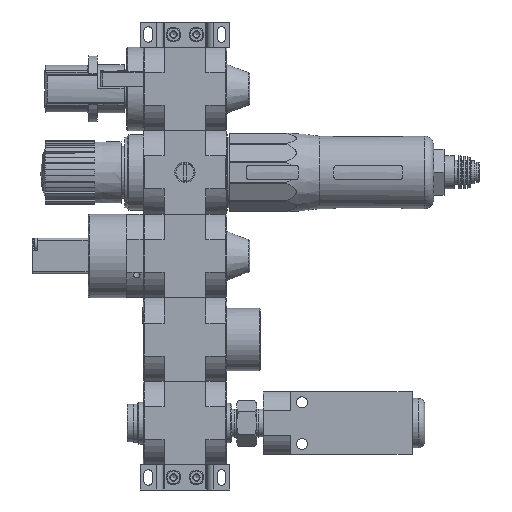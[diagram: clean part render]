
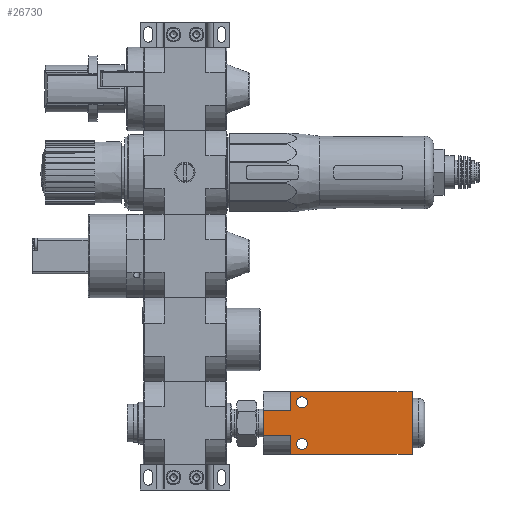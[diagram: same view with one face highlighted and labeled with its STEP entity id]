
A CAD part, left-side view. The second image highlights one B-rep face of the part: STEP entity #26730.
In plain terms, the highlighted planar face has unit normal (-1, 0, 0).
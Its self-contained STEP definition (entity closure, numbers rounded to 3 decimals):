
#2596=CIRCLE('',#38824,2.65);
#2597=CIRCLE('',#38825,2.65);
#9125=ORIENTED_EDGE('',*,*,#13358,.T.);
#9126=ORIENTED_EDGE('',*,*,#13359,.T.);
#9127=ORIENTED_EDGE('',*,*,#13360,.T.);
#9128=ORIENTED_EDGE('',*,*,#13361,.T.);
#9129=ORIENTED_EDGE('',*,*,#13362,.F.);
#9130=ORIENTED_EDGE('',*,*,#13099,.F.);
#9131=ORIENTED_EDGE('',*,*,#13363,.T.);
#9132=ORIENTED_EDGE('',*,*,#13364,.T.);
#9133=ORIENTED_EDGE('',*,*,#13365,.F.);
#9134=ORIENTED_EDGE('',*,*,#13356,.T.);
#13099=EDGE_CURVE('',#15846,#15840,#17723,.T.);
#13356=EDGE_CURVE('',#16057,#16056,#17949,.T.);
#13358=EDGE_CURVE('',#16058,#16058,#2596,.T.);
#13359=EDGE_CURVE('',#16059,#16059,#2597,.T.);
#13360=EDGE_CURVE('',#16056,#16060,#17951,.T.);
#13361=EDGE_CURVE('',#16060,#16061,#17952,.T.);
#13362=EDGE_CURVE('',#15840,#16061,#17953,.T.);
#13363=EDGE_CURVE('',#15846,#16062,#17954,.T.);
#13364=EDGE_CURVE('',#16062,#16063,#17955,.T.);
#13365=EDGE_CURVE('',#16057,#16063,#17956,.T.);
#15840=VERTEX_POINT('',#55005);
#15846=VERTEX_POINT('',#55017);
#16056=VERTEX_POINT('',#55551);
#16057=VERTEX_POINT('',#55553);
#16058=VERTEX_POINT('',#55557);
#16059=VERTEX_POINT('',#55559);
#16060=VERTEX_POINT('',#55561);
#16061=VERTEX_POINT('',#55563);
#16062=VERTEX_POINT('',#55566);
#16063=VERTEX_POINT('',#55568);
#17723=LINE('',#55018,#19640);
#17949=LINE('',#55552,#19866);
#17951=LINE('',#55560,#19868);
#17952=LINE('',#55562,#19869);
#17953=LINE('',#55564,#19870);
#17954=LINE('',#55565,#19871);
#17955=LINE('',#55567,#19872);
#17956=LINE('',#55569,#19873);
#19640=VECTOR('',#45964,1000.);
#19866=VECTOR('',#46354,1000.);
#19868=VECTOR('',#46362,1000.);
#19869=VECTOR('',#46363,1000.);
#19870=VECTOR('',#46364,1000.);
#19871=VECTOR('',#46365,1000.);
#19872=VECTOR('',#46366,1000.);
#19873=VECTOR('',#46367,1000.);
#22005=EDGE_LOOP('',(#9125));
#22006=EDGE_LOOP('',(#9126));
#22007=EDGE_LOOP('',(#9127,#9128,#9129,#9130,#9131,#9132,#9133,#9134));
#24175=FACE_BOUND('',#22005,.T.);
#24176=FACE_BOUND('',#22006,.T.);
#24177=FACE_BOUND('',#22007,.T.);
#25174=PLANE('',#38823);
#26730=ADVANCED_FACE('',(#24175,#24176,#24177),#25174,.F.);
#38823=AXIS2_PLACEMENT_3D('',#55555,#46356,#46357);
#38824=AXIS2_PLACEMENT_3D('',#55556,#46358,#46359);
#38825=AXIS2_PLACEMENT_3D('',#55558,#46360,#46361);
#45964=DIRECTION('',(0.,0.,-1.));
#46354=DIRECTION('',(0.,0.,-1.));
#46356=DIRECTION('',(1.,0.,0.));
#46357=DIRECTION('',(0.,0.,-1.));
#46358=DIRECTION('',(1.,0.,0.));
#46359=DIRECTION('',(0.,0.,-1.));
#46360=DIRECTION('',(1.,0.,0.));
#46361=DIRECTION('',(0.,0.,-1.));
#46362=DIRECTION('',(0.,-1.,0.));
#46363=DIRECTION('',(0.,0.,1.));
#46364=DIRECTION('',(0.,1.,0.));
#46365=DIRECTION('',(0.,1.,0.));
#46366=DIRECTION('',(0.,0.,1.));
#46367=DIRECTION('',(0.,-1.,0.));
#55005=CARTESIAN_POINT('',(0.,0.,-6.));
#55017=CARTESIAN_POINT('',(0.,0.,6.));
#55018=CARTESIAN_POINT('',(0.,0.,15.));
#55551=CARTESIAN_POINT('',(0.,71.2,-15.));
#55552=CARTESIAN_POINT('',(0.,71.2,15.));
#55553=CARTESIAN_POINT('',(0.,71.2,15.));
#55555=CARTESIAN_POINT('',(0.,71.2,15.));
#55556=CARTESIAN_POINT('',(0.,18.5,-10.));
#55557=CARTESIAN_POINT('',(0.,18.5,-12.65));
#55558=CARTESIAN_POINT('',(0.,18.5,10.));
#55559=CARTESIAN_POINT('',(0.,18.5,7.35));
#55560=CARTESIAN_POINT('',(0.,71.2,-15.));
#55561=CARTESIAN_POINT('',(0.,13.1,-15.));
#55562=CARTESIAN_POINT('',(0.,13.1,15.));
#55563=CARTESIAN_POINT('',(0.,13.1,-6.));
#55564=CARTESIAN_POINT('',(0.,-1.9,-6.));
#55565=CARTESIAN_POINT('',(0.,-1.9,6.));
#55566=CARTESIAN_POINT('',(0.,13.1,6.));
#55567=CARTESIAN_POINT('',(0.,13.1,15.));
#55568=CARTESIAN_POINT('',(0.,13.1,15.));
#55569=CARTESIAN_POINT('',(0.,71.2,15.));
